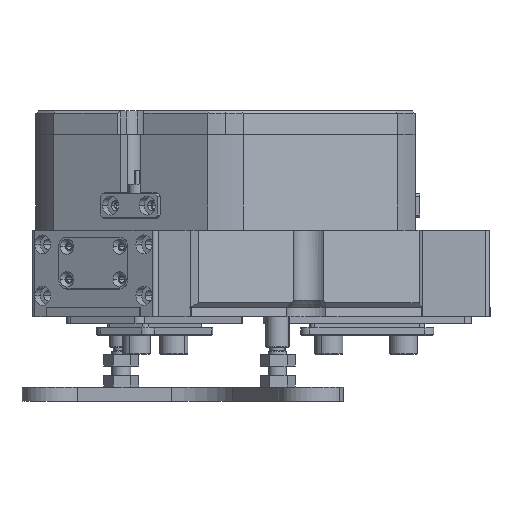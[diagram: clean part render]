
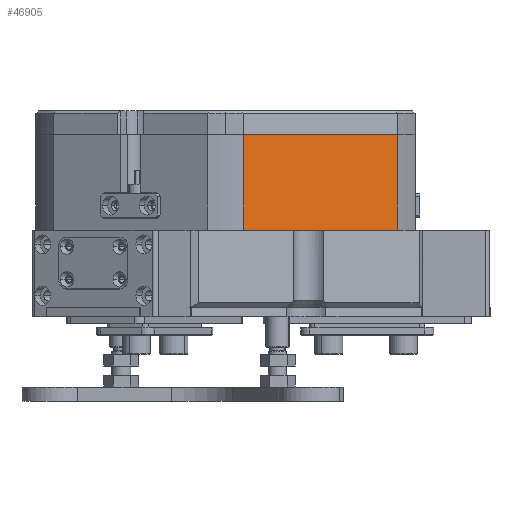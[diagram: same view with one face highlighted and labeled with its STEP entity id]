
A CAD part, front view. The second image highlights one B-rep face of the part: STEP entity #46905.
In plain terms, the highlighted planar face has unit normal (0.5, -0.866, 0).
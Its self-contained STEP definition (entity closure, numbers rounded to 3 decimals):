
#341 = PLANE ( 'NONE',  #47202 ) ;
#786 = EDGE_CURVE ( 'NONE', #31646, #48833, #57587, .T. ) ;
#828 = VERTEX_POINT ( 'NONE', #66029 ) ;
#3701 = CARTESIAN_POINT ( 'NONE',  ( 77.374, -34.216, 171. ) ) ;
#6842 = EDGE_CURVE ( 'NONE', #828, #31646, #49803, .T. ) ;
#7272 = DIRECTION ( 'NONE',  ( 0., 0., -1. ) ) ;
#12056 = CARTESIAN_POINT ( 'NONE',  ( -7.556, -83.251, 212. ) ) ;
#13468 = VECTOR ( 'NONE', #60731, 1000. ) ;
#16368 = ORIENTED_EDGE ( 'NONE', *, *, #32291, .F. ) ;
#20699 = DIRECTION ( 'NONE',  ( -0.5, 0.866, 0. ) ) ;
#21123 = FACE_OUTER_BOUND ( 'NONE', #61165, .T. ) ;
#21145 = CARTESIAN_POINT ( 'NONE',  ( 77.374, -34.216, 231.198 ) ) ;
#21884 = ORIENTED_EDGE ( 'NONE', *, *, #786, .F. ) ;
#22172 = VECTOR ( 'NONE', #56205, 1000. ) ;
#27076 = DIRECTION ( 'NONE',  ( 0., 0., 1. ) ) ;
#27167 = LINE ( 'NONE', #12056, #30449 ) ;
#27328 = CARTESIAN_POINT ( 'NONE',  ( -7.556, -83.251, 212. ) ) ;
#29852 = VERTEX_POINT ( 'NONE', #27328 ) ;
#30449 = VECTOR ( 'NONE', #27076, 1000. ) ;
#30936 = VECTOR ( 'NONE', #7272, 1000. ) ;
#31646 = VERTEX_POINT ( 'NONE', #43004 ) ;
#32291 = EDGE_CURVE ( 'NONE', #48833, #29852, #27167, .T. ) ;
#32774 = LINE ( 'NONE', #61511, #22172 ) ;
#41077 = EDGE_CURVE ( 'NONE', #828, #29852, #32774, .T. ) ;
#43004 = CARTESIAN_POINT ( 'NONE',  ( 58.381, -45.182, 171. ) ) ;
#46905 = ADVANCED_FACE ( 'NONE', ( #21123 ), #341, .F. ) ;
#47202 = AXIS2_PLACEMENT_3D ( 'NONE', #21145, #20699, #57776 ) ;
#48833 = VERTEX_POINT ( 'NONE', #52700 ) ;
#49343 = CARTESIAN_POINT ( 'NONE',  ( 58.381, -45.182, 212. ) ) ;
#49803 = LINE ( 'NONE', #49343, #30936 ) ;
#51118 = ORIENTED_EDGE ( 'NONE', *, *, #6842, .F. ) ;
#52700 = CARTESIAN_POINT ( 'NONE',  ( -7.556, -83.251, 171. ) ) ;
#56205 = DIRECTION ( 'NONE',  ( -0.866, -0.5, 0. ) ) ;
#57587 = LINE ( 'NONE', #3701, #13468 ) ;
#57776 = DIRECTION ( 'NONE',  ( -0.866, -0.5, 0. ) ) ;
#60731 = DIRECTION ( 'NONE',  ( -0.866, -0.5, 0. ) ) ;
#61165 = EDGE_LOOP ( 'NONE', ( #62500, #16368, #21884, #51118 ) ) ;
#61511 = CARTESIAN_POINT ( 'NONE',  ( 25.412, -64.216, 212. ) ) ;
#62500 = ORIENTED_EDGE ( 'NONE', *, *, #41077, .T. ) ;
#66029 = CARTESIAN_POINT ( 'NONE',  ( 58.381, -45.182, 212. ) ) ;
